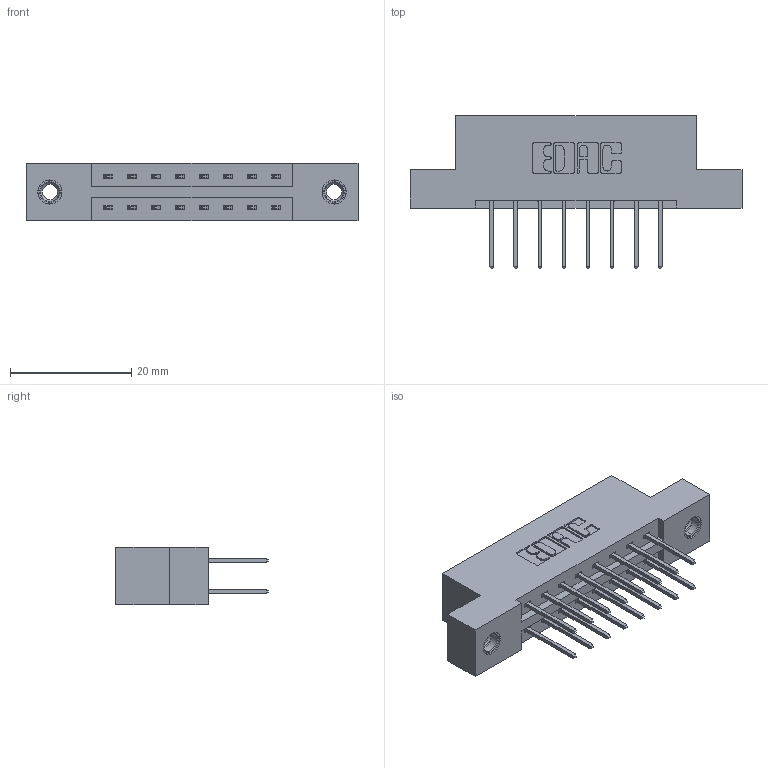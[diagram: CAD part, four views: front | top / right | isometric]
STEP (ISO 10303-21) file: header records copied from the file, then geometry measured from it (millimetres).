
FILE_DESCRIPTION (( 'STEP AP203' ), '1' );
FILE_NAME ('387-016-523-207.STEP', '2019-10-15T22:45:33', ( '' ), ( '' ), 'SwSTEP 2.0', 'SolidWorks 2016', '' );
FILE_SCHEMA (( 'CONFIG_CONTROL_DESIGN' ));
Length unit declared in the file: inch
Products named in the file (4): 345-250-001_345-250-005-103; 337 Part_Flush Mounting Lugs - 0.156 Dia-TI; 387-016-523-207; 345-292-001_345-293-123
Assembly tree (19 placements, depth 2):
  387-016-523-207
    337 Part_Flush Mounting Lugs - 0.156 Dia-TI
    345-292-001_345-293-123  x16
    345-250-001_345-250-005-103  x2
Bounding box: 54.71 x 25.15 x 9.4 mm (x, y, z)
Volume: 5332.7 mm3; surface area: 5890.1 mm2
Topology: 19 solids, 19 shells, 1038 faces, 3023 edges, 1986 vertices
Faces by surface type: plane 710, cylinder 312, cone 12, torus 4
Entity records: 11804 total; most frequent: CARTESIAN_POINT 1997, ORIENTED_EDGE 1926, DIRECTION 1793, EDGE_CURVE 963, VECTOR 815, LINE 815, VERTEX_POINT 636, AXIS2_PLACEMENT_3D 489
